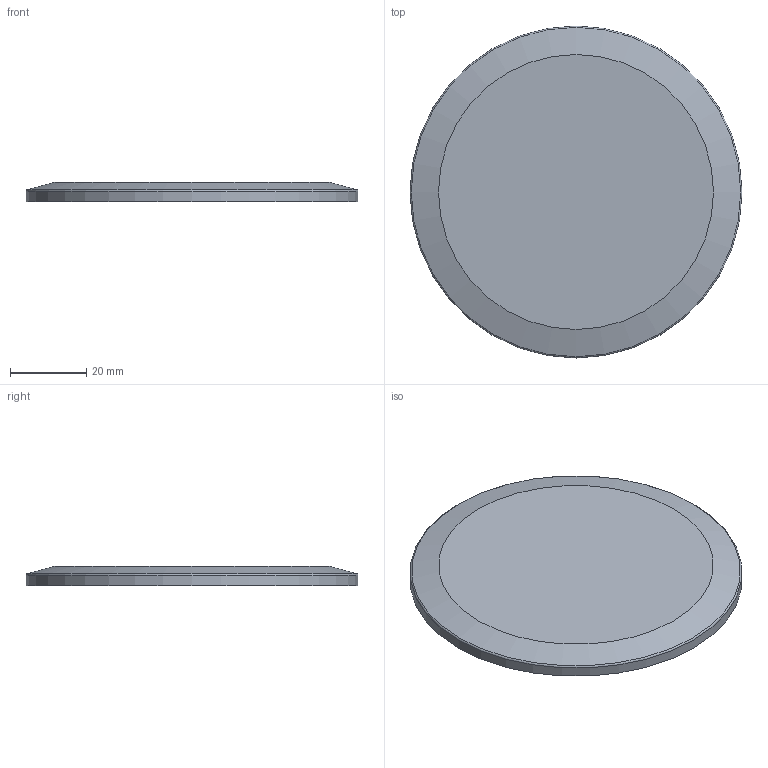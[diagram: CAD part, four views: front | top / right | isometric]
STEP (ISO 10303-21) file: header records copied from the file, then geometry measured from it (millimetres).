
FILE_DESCRIPTION(('FreeCAD Model'),'2;1');
FILE_NAME('FB-KF63.step','2016-02-22T16:57:19',('Author'),( ''),'Open CASCADE STEP processor 6.8','FreeCAD','Unknown');
FILE_SCHEMA(('AUTOMOTIVE_DESIGN_CC2 { 1 2 10303 214 -1 1 5 4 }'));
Length unit declared in the file: millimetre
Products named in the file (1): FB-KF63
Bounding box: 87 x 87 x 5 mm (x, y, z)
Volume: 18171.2 mm3; surface area: 13294 mm2
Topology: 1 solids, 1 shells, 7 faces, 10 edges, 6 vertices
Faces by surface type: plane 3, cylinder 2, torus 1, cone 1
Full cylindrical faces by diameter (mm): 70 x1, 87 x1
Entity records: 487 total; most frequent: CARTESIAN_POINT 256, DIRECTION 38, ORIENTED_EDGE 20, PCURVE 20, DEFINITIONAL_REPRESENTATION 20, AXIS2_PLACEMENT_3D 14, B_SPLINE_CURVE_WITH_KNOTS 12, EDGE_CURVE 10
